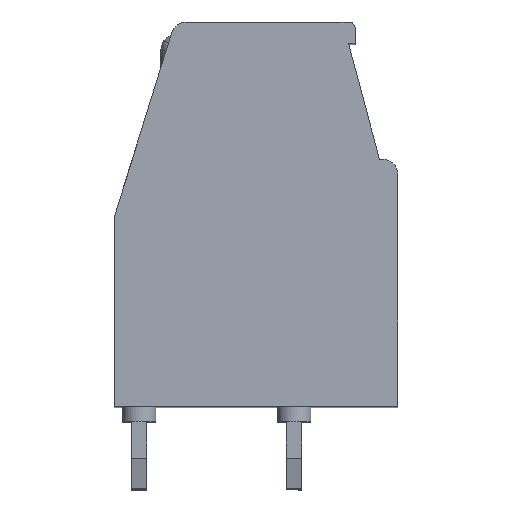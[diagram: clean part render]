
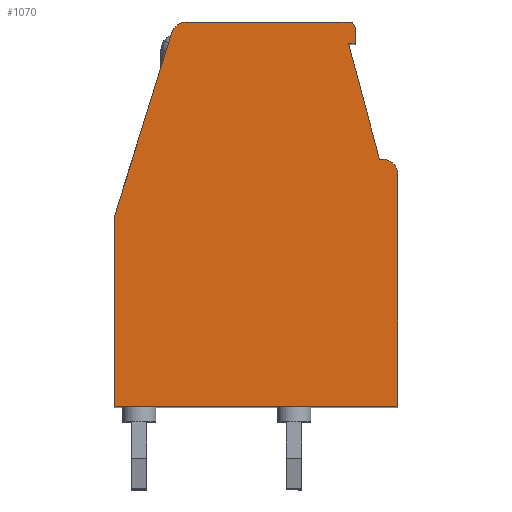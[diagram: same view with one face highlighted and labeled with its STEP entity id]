
A CAD part, top view. The second image highlights one B-rep face of the part: STEP entity #1070.
In plain terms, the highlighted planar face has unit normal (0, 0, 1).
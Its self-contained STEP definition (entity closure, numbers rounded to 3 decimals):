
#10=CARTESIAN_POINT('',(0.,0.,
   2.46));
#20=DIRECTION('',(0.,0.,
   1.));
#30=DIRECTION('',(1.,0.,
   0.));
#40=AXIS2_PLACEMENT_3D('',#10,#20,#30);
#50=PLANE('',#40);
#60=CARTESIAN_POINT('',(-32.535,0.,
   2.46));
#70=DIRECTION('',(0.,-1.,
   0.));
#80=VECTOR('',#70,1.);
#90=LINE('',#60,#80);
#100=CARTESIAN_POINT('',(-32.535,32.185,
   2.46));
#110=VERTEX_POINT('',#100);
#120=CARTESIAN_POINT('',(-32.535,25.985,
   2.46));
#130=VERTEX_POINT('',#120);
#140=EDGE_CURVE('',#110,#130,#90,.T.);
#150=ORIENTED_EDGE('',*,*,#140,.T.);
#160=CARTESIAN_POINT('',(-42.592,0.,
   2.46));
#170=DIRECTION('',(-0.298,-0.954,
   0.));
#180=VECTOR('',#170,1.);
#190=LINE('',#160,#180);
#200=CARTESIAN_POINT('',(-30.644,38.234,
   2.46));
#210=VERTEX_POINT('',#200);
#220=EDGE_CURVE('',#210,#110,#190,.T.);
#230=ORIENTED_EDGE('',*,*,#220,.T.);
#240=CARTESIAN_POINT('',(-30.167,38.085,
   2.46));
#250=DIRECTION('',(0.,0.,
   1.));
#260=DIRECTION('',(1.,0.,
   0.));
#270=AXIS2_PLACEMENT_3D('',#240,#250,#260);
#280=CIRCLE('',#270,0.5);
#290=CARTESIAN_POINT('',(-30.167,38.585,
   2.46));
#300=VERTEX_POINT('',#290);
#310=EDGE_CURVE('',#300,#210,#280,.T.);
#320=ORIENTED_EDGE('',*,*,#310,.T.);
#330=CARTESIAN_POINT('',(0.,38.585,
   2.46));
#340=DIRECTION('',(-1.,0.,
   0.));
#350=VECTOR('',#340,1.);
#360=LINE('',#330,#350);
#370=CARTESIAN_POINT('',(-24.835,38.585,
   2.46));
#380=VERTEX_POINT('',#370);
#390=EDGE_CURVE('',#380,#300,#360,.T.);
#400=ORIENTED_EDGE('',*,*,#390,.T.);
#410=CARTESIAN_POINT('',(-24.835,38.385,
   2.46));
#420=DIRECTION('',(0.,0.,
   1.));
#430=DIRECTION('',(1.,0.,
   0.));
#440=AXIS2_PLACEMENT_3D('',#410,#420,#430);
#450=CIRCLE('',#440,0.2);
#460=CARTESIAN_POINT('',(-24.635,38.385,
   2.46));
#470=VERTEX_POINT('',#460);
#480=EDGE_CURVE('',#470,#380,#450,.T.);
#490=ORIENTED_EDGE('',*,*,#480,.T.);
#500=CARTESIAN_POINT('',(-24.635,0.,
   2.46));
#510=DIRECTION('',(0.,1.,
   0.));
#520=VECTOR('',#510,1.);
#530=LINE('',#500,#520);
#540=CARTESIAN_POINT('',(-24.635,37.885,
   2.46));
#550=VERTEX_POINT('',#540);
#560=EDGE_CURVE('',#550,#470,#530,.T.);
#570=ORIENTED_EDGE('',*,*,#560,.T.);
#580=CARTESIAN_POINT('',(0.,37.885,
   2.46));
#590=DIRECTION('',(1.,0.,
   0.));
#600=VECTOR('',#590,1.);
#610=LINE('',#580,#600);
#620=CARTESIAN_POINT('',(-24.853,37.885,
   2.46));
#630=VERTEX_POINT('',#620);
#640=EDGE_CURVE('',#630,#550,#610,.T.);
#650=ORIENTED_EDGE('',*,*,#640,.T.);
#660=CARTESIAN_POINT('',(-14.701,0.,
   2.46));
#670=DIRECTION('',(-0.259,0.966,
   0.));
#680=VECTOR('',#670,1.);
#690=LINE('',#660,#680);
#700=CARTESIAN_POINT('',(-23.835,34.085,
   2.46));
#710=VERTEX_POINT('',#700);
#720=EDGE_CURVE('',#710,#630,#690,.T.);
#730=ORIENTED_EDGE('',*,*,#720,.T.);
#740=CARTESIAN_POINT('',(0.,34.085,
   2.46));
#750=DIRECTION('',(-1.,0.,
   0.));
#760=VECTOR('',#750,1.);
#770=LINE('',#740,#760);
#780=CARTESIAN_POINT('',(-23.735,34.085,
   2.46));
#790=VERTEX_POINT('',#780);
#800=EDGE_CURVE('',#790,#710,#770,.T.);
#810=ORIENTED_EDGE('',*,*,#800,.T.);
#820=CARTESIAN_POINT('',(-23.735,33.585,
   2.46));
#830=DIRECTION('',(0.,0.,
   1.));
#840=DIRECTION('',(1.,0.,
   0.));
#850=AXIS2_PLACEMENT_3D('',#820,#830,#840);
#860=CIRCLE('',#850,0.5);
#870=CARTESIAN_POINT('',(-23.235,33.585,
   2.46));
#880=VERTEX_POINT('',#870);
#890=EDGE_CURVE('',#880,#790,#860,.T.);
#900=ORIENTED_EDGE('',*,*,#890,.T.);
#910=CARTESIAN_POINT('',(-23.235,0.,
   2.46));
#920=DIRECTION('',(0.,1.,
   0.));
#930=VECTOR('',#920,1.);
#940=LINE('',#910,#930);
#950=CARTESIAN_POINT('',(-23.235,25.985,
   2.46));
#960=VERTEX_POINT('',#950);
#970=EDGE_CURVE('',#960,#880,#940,.T.);
#980=ORIENTED_EDGE('',*,*,#970,.T.);
#990=CARTESIAN_POINT('',(0.,25.985,
   2.46));
#1000=DIRECTION('',(1.,0.,
   0.));
#1010=VECTOR('',#1000,1.);
#1020=LINE('',#990,#1010);
#1030=EDGE_CURVE('',#130,#960,#1020,.T.);
#1040=ORIENTED_EDGE('',*,*,#1030,.T.);
#1050=EDGE_LOOP('',(#1040,#980,#900,#810,#730,#650,#570,#490,#400,#320,
   #230,#150));
#1060=FACE_OUTER_BOUND('',#1050,.T.);
#1070=ADVANCED_FACE('',(#1060),#50,.T.);
